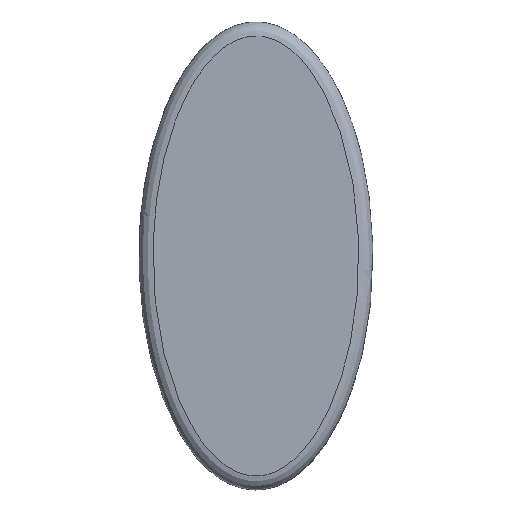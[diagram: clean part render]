
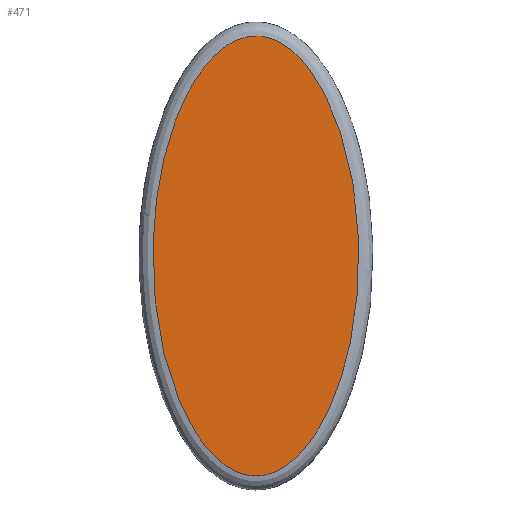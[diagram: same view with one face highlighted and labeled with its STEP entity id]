
A CAD part, top view. The second image highlights one B-rep face of the part: STEP entity #471.
In plain terms, the highlighted planar face has unit normal (0, 0, 1).
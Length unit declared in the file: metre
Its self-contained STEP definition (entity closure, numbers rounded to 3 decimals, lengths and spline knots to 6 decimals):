
#124=PLANE('',#515);
#143=ORIENTED_EDGE('',*,*,#273,.T.);
#273=EDGE_CURVE('',#338,#338,#384,.T.);
#338=VERTEX_POINT('',#851);
#384=B_SPLINE_CURVE_WITH_KNOTS('',3,(#807,#808,#809,#810,#811,#812,#813,
#814,#815,#816,#817,#818,#819,#820,#821,#822,#823,#824,#825,#826,#827,#828,
#829,#830,#831,#832,#833,#834,#835,#836,#837,#838,#839,#840,#841,#842,#843,
#844,#845,#846,#847,#848,#849,#850),.UNSPECIFIED.,.T.,.F.,(1,1,1,1,1,1,
1,1,1,1,1,1,1,1,1,1,1,1,1,1,1,1,1,1,1,1,1,1,1,1,1,1,1,1,1,1,1,1,1,1,1,1,
1,1,1,1,1,1),(-0.010632,-0.007088,-0.003544,
0.,0.003544,0.007088,0.010632,
0.014176,0.021264,0.028352,0.035439,
0.042527,0.049615,0.056703,0.063791,
0.070879,0.077967,0.085055,0.092143,
0.095686,0.09923,0.102774,0.106318,
0.109862,0.113406,0.11695,0.120494,
0.124038,0.127582,0.13467,0.141758,
0.148846,0.155934,0.163021,0.170109,
0.177197,0.184285,0.191373,0.198461,
0.205549,0.212637,0.216181,0.219724,
0.223268,0.226812,0.230356,0.2339,
0.237444),.UNSPECIFIED.);
#387=EDGE_LOOP('',(#143));
#429=FACE_BOUND('',#387,.T.);
#471=ADVANCED_FACE('',(#429),#124,.T.);
#515=AXIS2_PLACEMENT_3D('',#806,#574,#575);
#574=DIRECTION('',(0.,0.,1.));
#575=DIRECTION('',(1.,0.,0.));
#806=CARTESIAN_POINT('',(0.,0.,0.0035));
#807=CARTESIAN_POINT('',(0.003532,0.04654,0.0035));
#808=CARTESIAN_POINT('',(0.000006,0.047232,0.0035));
#809=CARTESIAN_POINT('',(-0.003555,0.046533,0.0035));
#810=CARTESIAN_POINT('',(-0.006635,0.04482,0.0035));
#811=CARTESIAN_POINT('',(-0.009316,0.042471,0.0035));
#812=CARTESIAN_POINT('',(-0.012339,0.03885,0.0035));
#813=CARTESIAN_POINT('',(-0.015258,0.033861,0.0035));
#814=CARTESIAN_POINT('',(-0.017911,0.027318,0.0035));
#815=CARTESIAN_POINT('',(-0.019791,0.020658,0.0035));
#816=CARTESIAN_POINT('',(-0.021076,0.013878,0.0035));
#817=CARTESIAN_POINT('',(-0.02183,0.00701,0.0035));
#818=CARTESIAN_POINT('',(-0.022084,0.000019,0.0035));
#819=CARTESIAN_POINT('',(-0.021836,-0.006929,0.0035));
#820=CARTESIAN_POINT('',(-0.021087,-0.013807,0.0035));
#821=CARTESIAN_POINT('',(-0.019806,-0.020606,0.0035));
#822=CARTESIAN_POINT('',(-0.017896,-0.02736,0.0035));
#823=CARTESIAN_POINT('',(-0.015714,-0.032743,0.0035));
#824=CARTESIAN_POINT('',(-0.013516,-0.03683,0.0035));
#825=CARTESIAN_POINT('',(-0.011568,-0.039778,0.0035));
#826=CARTESIAN_POINT('',(-0.00933,-0.042452,0.0035));
#827=CARTESIAN_POINT('',(-0.006672,-0.044795,0.0035));
#828=CARTESIAN_POINT('',(-0.003582,-0.04652,0.0035));
#829=CARTESIAN_POINT('',(-0.000071,-0.047228,0.0035));
#830=CARTESIAN_POINT('',(0.003457,-0.046568,0.0035));
#831=CARTESIAN_POINT('',(0.00655,-0.04488,0.0035));
#832=CARTESIAN_POINT('',(0.009221,-0.042566,0.0035));
#833=CARTESIAN_POINT('',(0.012255,-0.038976,0.0035));
#834=CARTESIAN_POINT('',(0.015219,-0.033943,0.0035));
#835=CARTESIAN_POINT('',(0.017872,-0.027433,0.0035));
#836=CARTESIAN_POINT('',(0.019775,-0.020734,0.0035));
#837=CARTESIAN_POINT('',(0.02107,-0.013926,0.0035));
#838=CARTESIAN_POINT('',(0.021832,-0.006999,0.0035));
#839=CARTESIAN_POINT('',(0.022083,-0.000004,0.0035));
#840=CARTESIAN_POINT('',(0.021836,0.006917,0.0035));
#841=CARTESIAN_POINT('',(0.021088,0.013797,0.0035));
#842=CARTESIAN_POINT('',(0.019803,0.020624,0.0035));
#843=CARTESIAN_POINT('',(0.017883,0.027393,0.0035));
#844=CARTESIAN_POINT('',(0.015278,0.033822,0.0035));
#845=CARTESIAN_POINT('',(0.012296,0.038913,0.0035));
#846=CARTESIAN_POINT('',(0.009302,0.042481,0.0035));
#847=CARTESIAN_POINT('',(0.006636,0.044822,0.0035));
#848=CARTESIAN_POINT('',(0.003532,0.04654,0.0035));
#849=CARTESIAN_POINT('',(0.000006,0.047232,0.0035));
#850=CARTESIAN_POINT('',(-0.003555,0.046533,0.0035));
#851=CARTESIAN_POINT('',(0.,0.047,0.0035));
